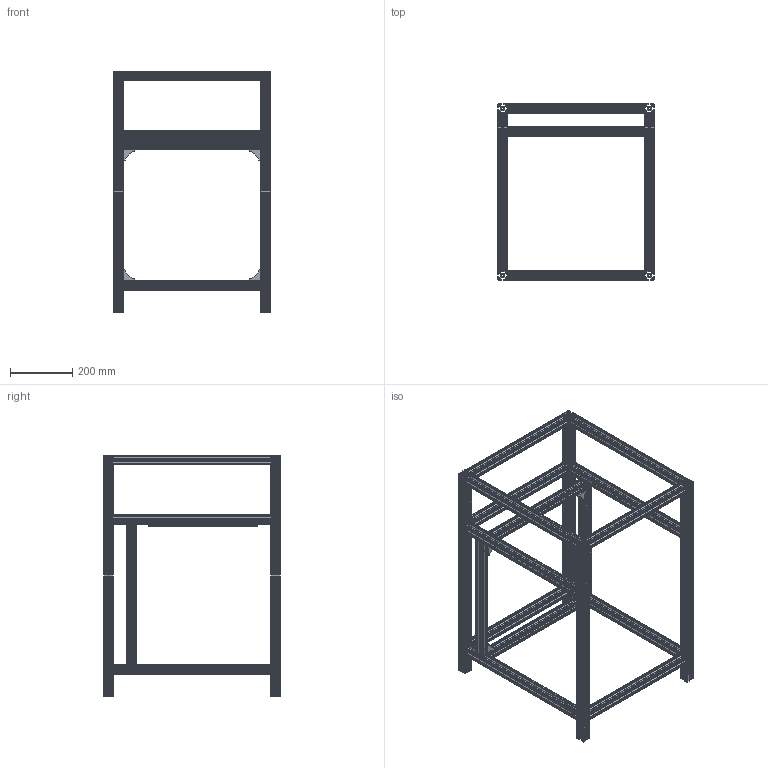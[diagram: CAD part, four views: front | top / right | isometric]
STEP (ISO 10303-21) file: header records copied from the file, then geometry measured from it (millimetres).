
FILE_DESCRIPTION(/* description */ (''),/* implementation_level */ '2;1');
FILE_NAME(/* name */ 'Vulcain-Frame Assembly.step',/* time_stamp */ '2023-06-08T00:47:24+02:00',/* author */ (''),/* organization */ (''),/* preprocessor_version */ 'ST-DEVELOPER v19.2',/* originating_system */ 'Autodesk Translation Framework v12.6.0.85',/* authorisation */ '');
FILE_SCHEMA (('AUTOMOTIVE_DESIGN { 1 0 10303 214 3 1 1 }'));
Length unit declared in the file: millimetre
Products named in the file (19): Maquette 1_Frame Assembly - 300 v2; T-Slot 3030 - Black - 700mm v1; T-Slot 3030 - Black - 450mm v1; T-Slot 3030 - Black - 420mm v1; Cast 90 Degree Corner Bracket Assembly v1 (6); Cast 90 Degree Corner Bracket Assembly v1 (7); Cast 90 Degree Corner Bracket Assembly v1 (8); Cast 90 Degree Corner Bracket Assembly v1 (9); Cast 90 Degree Corner Bracket for 3030 - 6 Slot - Black v1; Washer Simple M6 v1; Cap Head Screw M6x12 v1; T-Nut - Drop In for 3030 - M6 v1; MGN12R 350mm 3030 Assembly v1; MGN12R 350mm 3030 Assembly v1 (1); Linear Rail - MGN12 350mm + MGN12C carriage v1; Cap Head Screw M3x12 v1; T-Nut - Drop In for 3030 - M3 v1; T-Slot 3030 - Black - 505mm (Broken) v1; T-Slot 3030 - Black - 440mm v1
Assembly tree (112 placements, depth 3):
  Maquette 1_Frame Assembly - 300 v2
    T-Slot 3030 - Black - 505mm (Broken) v1  x6
    T-Slot 3030 - Black - 700mm v1  x4
    T-Slot 3030 - Black - 440mm v1  x7
    T-Slot 3030 - Black - 450mm v1  x2
    T-Slot 3030 - Black - 420mm v1
    Cast 90 Degree Corner Bracket Assembly v1 (6)
      Cast 90 Degree Corner Bracket for 3030 - 6 Slot - Black v1
      Washer Simple M6 v1  x2
      Cap Head Screw M6x12 v1  x2
      T-Nut - Drop In for 3030 - M6 v1  x2
    Cast 90 Degree Corner Bracket Assembly v1 (7)
      Cast 90 Degree Corner Bracket for 3030 - 6 Slot - Black v1
      Washer Simple M6 v1  x2
      Cap Head Screw M6x12 v1  x2
      T-Nut - Drop In for 3030 - M6 v1  x2
    Cast 90 Degree Corner Bracket Assembly v1 (8)
      Cast 90 Degree Corner Bracket for 3030 - 6 Slot - Black v1
      Washer Simple M6 v1  x2
      Cap Head Screw M6x12 v1  x2
      T-Nut - Drop In for 3030 - M6 v1  x2
    Cast 90 Degree Corner Bracket Assembly v1 (9)
      Cast 90 Degree Corner Bracket for 3030 - 6 Slot - Black v1
      Washer Simple M6 v1  x2
      Cap Head Screw M6x12 v1  x2
      T-Nut - Drop In for 3030 - M6 v1  x2
    MGN12R 350mm 3030 Assembly v1
      Linear Rail - MGN12 350mm + MGN12C carriage v1
      Cap Head Screw M3x12 v1  x14
      T-Nut - Drop In for 3030 - M3 v1  x14
    MGN12R 350mm 3030 Assembly v1 (1)
      Linear Rail - MGN12 350mm + MGN12C carriage v1
      Cap Head Screw M3x12 v1  x14
      T-Nut - Drop In for 3030 - M3 v1  x14
Bounding box: 500 x 565 x 771 mm (x, y, z)
Volume: 3174551.6 mm3; surface area: 3455171.8 mm2
Topology: 105 solids, 105 shells, 7229 faces, 18727 edges, 11788 vertices
Faces by surface type: plane 4069, cylinder 2160, sphere 360, torus 288, cone 280, bspline 72
Full cylindrical faces by diameter (mm): 2.529 x28, 2.927 x28, 3.5 x28, 5.035 x8, 5.5 x28, 5.884 x8, 6 x28, 6.4 x8, 10 x8, 12 x8
Entity records: 31161 total; most frequent: CARTESIAN_POINT 5942, DIRECTION 5145, ORIENTED_EDGE 5070, EDGE_CURVE 2535, LINE 1931, VECTOR 1931, VERTEX_POINT 1652, AXIS2_PLACEMENT_3D 1607
